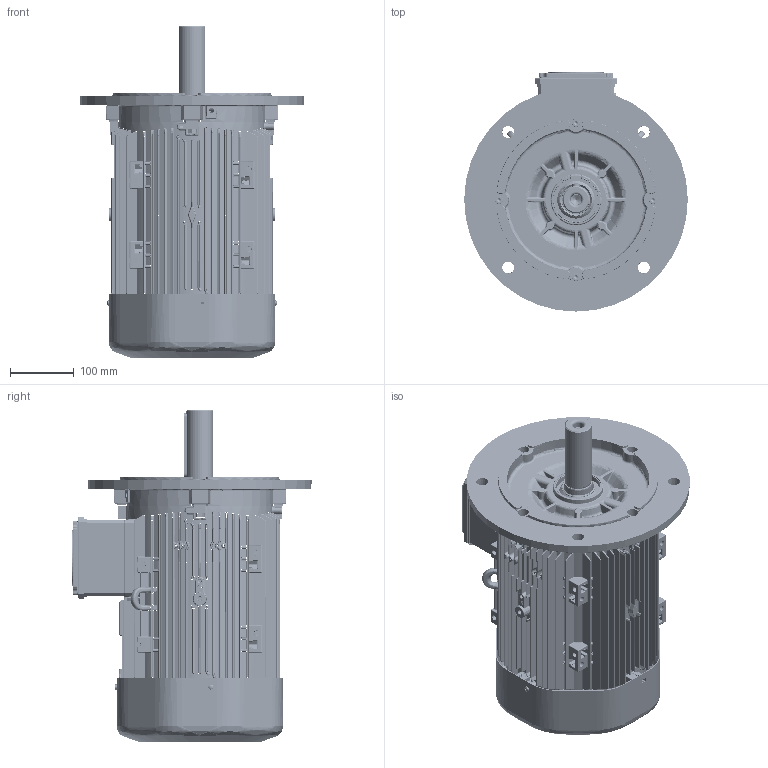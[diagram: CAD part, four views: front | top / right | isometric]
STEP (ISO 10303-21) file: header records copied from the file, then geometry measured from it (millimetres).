
FILE_DESCRIPTION(/* description */ (''),/* implementation_level */ '2;1');
FILE_NAME(/* name */ '_QHS series_ 160_B5_stp.stp',/* time_stamp */ '2024-07-30T13:51:24+03:00',/* author */ (''),/* organization */ (''),/* preprocessor_version */ 'ST-DEVELOPER v18.102',/* originating_system */ 'SIEMENS PLM Software NX2206.8101',/* authorisation */ '');
FILE_SCHEMA (('AP203_CONFIGURATION_CONTROLLED_3D_DESIGN_OF_MECHANICAL_PARTS_AND_ASSEMBLIES_MIM_LF { 1 0 10303 403 2 1 2}'));
Products named in the file (1): _QHS series_ 160_B5_stp_objects
Bounding box: 349.9 x 374.4 x 519.49 mm (x, y, z)
Surface area: 1163804.8 mm2 (no closed solid volume)
Topology: 0 solids, 112 shells, 5987 faces, 19641 edges, 12693 vertices
Faces by surface type: cylinder 2677, plane 1434, torus 1049, bspline 330, sphere 267, cone 230
Full cylindrical faces by diameter (mm): 5.5 x4, 6.8 x2, 8 x5, 8.475 x2, 8.477 x2, 8.571 x1, 8.611 x1, 16 x1, 17 x5, 34.2 x1, 40 x1, 41.4 x1, 42 x1, 45 x1, 62 x1, 68.667 x1, 82 x1, 86.767 x1, 230.5 x1
Entity records: 228453 total; most frequent: CARTESIAN_POINT 72807, ORIENTED_EDGE 30071, DIRECTION 29876, EDGE_CURVE 19167, VERTEX_POINT 12624, AXIS2_PLACEMENT_3D 11239, LINE 7398, VECTOR 7398
